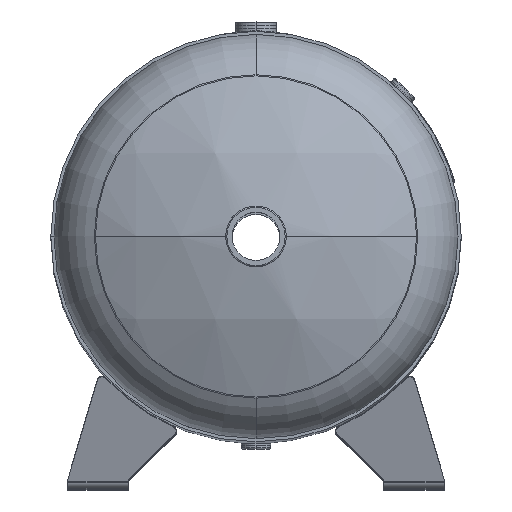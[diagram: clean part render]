
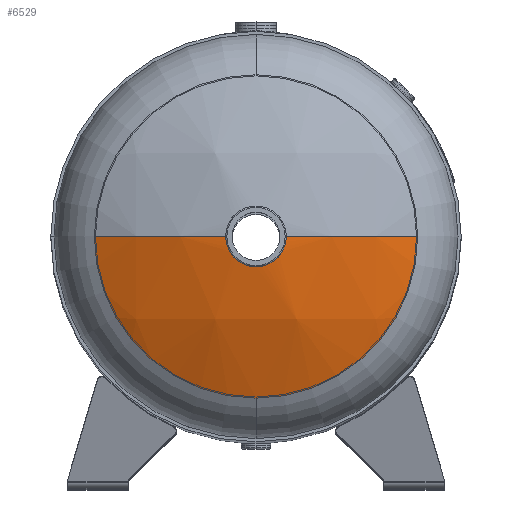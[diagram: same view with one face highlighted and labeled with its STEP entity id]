
A CAD part, top view. The second image highlights one B-rep face of the part: STEP entity #6529.
In plain terms, the highlighted spherical face has radius 457.2 mm.
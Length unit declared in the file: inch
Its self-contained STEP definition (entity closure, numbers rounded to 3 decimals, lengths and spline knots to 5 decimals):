
#745 = CARTESIAN_POINT ( 'NONE',  ( -8., 0., 29.62452 ) ) ;
#746 = CARTESIAN_POINT ( 'NONE',  ( 0., -8., 29.62452 ) ) ;
#747 = CARTESIAN_POINT ( 'NONE',  ( 8., 0., 29.62452 ) ) ;
#750 = CARTESIAN_POINT ( 'NONE',  ( 1.5025, 0., 31.43718 ) ) ;
#779 = CARTESIAN_POINT ( 'NONE',  ( -1.5025, 0., 31.43718 ) ) ;
#1019 = CARTESIAN_POINT ( 'NONE',  ( 0., 0., 13.5 ) ) ;
#1020 = DIRECTION ( 'NONE',  ( 0., 1., 0. ) ) ;
#1021 = DIRECTION ( 'NONE',  ( 0., 0., 1. ) ) ;
#1022 = CARTESIAN_POINT ( 'NONE',  ( 0., 0., 29.62452 ) ) ;
#1023 = DIRECTION ( 'NONE',  ( 0., 0., -1. ) ) ;
#1024 = DIRECTION ( 'NONE',  ( 0., 1., 0. ) ) ;
#1025 = CARTESIAN_POINT ( 'NONE',  ( 0., 0., 29.62452 ) ) ;
#1026 = DIRECTION ( 'NONE',  ( 0., 0., -1. ) ) ;
#1027 = DIRECTION ( 'NONE',  ( 0., 1., 0. ) ) ;
#1030 = CARTESIAN_POINT ( 'NONE',  ( 0., 0., 31.43718 ) ) ;
#1031 = DIRECTION ( 'NONE',  ( 0., 0., 1. ) ) ;
#1032 = DIRECTION ( 'NONE',  ( -1., 0., 0. ) ) ;
#1514 = ORIENTED_EDGE ( 'NONE', *, *, #7500, .F. ) ;
#1515 = ORIENTED_EDGE ( 'NONE', *, *, #7501, .F. ) ;
#1516 = ORIENTED_EDGE ( 'NONE', *, *, #7502, .F. ) ;
#1517 = ORIENTED_EDGE ( 'NONE', *, *, #7288, .T. ) ;
#1519 = ORIENTED_EDGE ( 'NONE', *, *, #7503, .F. ) ;
#1656 = CIRCLE ( 'NONE', #1689, 8. ) ;
#1685 = AXIS2_PLACEMENT_3D ( 'NONE', #1030, #1031, #1032 ) ;
#1687 = AXIS2_PLACEMENT_3D ( 'NONE', #1025, #1026, #1027 ) ;
#1688 = CIRCLE ( 'NONE', #1685, 1.5025 ) ;
#1689 = AXIS2_PLACEMENT_3D ( 'NONE', #1022, #1023, #1024 ) ;
#1690 = CIRCLE ( 'NONE', #1687, 8. ) ;
#1691 = AXIS2_PLACEMENT_3D ( 'NONE', #1019, #1020, #1021 ) ;
#1694 = CIRCLE ( 'NONE', #1691, 18. ) ;
#4622 = AXIS2_PLACEMENT_3D ( 'NONE', #5995, #5996, #5997 ) ;
#4628 = CIRCLE ( 'NONE', #4622, 18. ) ;
#5800 = VERTEX_POINT ( 'NONE', #745 ) ;
#5802 = VERTEX_POINT ( 'NONE', #746 ) ;
#5804 = VERTEX_POINT ( 'NONE', #747 ) ;
#5810 = VERTEX_POINT ( 'NONE', #750 ) ;
#5868 = VERTEX_POINT ( 'NONE', #779 ) ;
#5995 = CARTESIAN_POINT ( 'NONE',  ( 0., 0., 13.5 ) ) ;
#5996 = DIRECTION ( 'NONE',  ( 0., -1., 0. ) ) ;
#5997 = DIRECTION ( 'NONE',  ( 1., 0., 0. ) ) ;
#6529 = ADVANCED_FACE ( 'NONE', ( #8684 ), #8686, .T. ) ;
#6929 = EDGE_LOOP ( 'NONE', ( #1519, #1517, #1516, #1515, #1514 ) ) ;
#7288 = EDGE_CURVE ( 'NONE', #5868, #5800, #4628, .T. ) ;
#7500 = EDGE_CURVE ( 'NONE', #5810, #5804, #1694, .T. ) ;
#7501 = EDGE_CURVE ( 'NONE', #5804, #5802, #1656, .T. ) ;
#7502 = EDGE_CURVE ( 'NONE', #5802, #5800, #1690, .T. ) ;
#7503 = EDGE_CURVE ( 'NONE', #5868, #5810, #1688, .T. ) ;
#8683 = CARTESIAN_POINT ( 'NONE',  ( 0., 0., 13.5 ) ) ;
#8684 = FACE_OUTER_BOUND ( 'NONE', #6929, .T. ) ;
#8686 = SPHERICAL_SURFACE ( 'NONE', #9666, 18. ) ;
#8689 = DIRECTION ( 'NONE',  ( 0., -1., 0. ) ) ;
#8690 = DIRECTION ( 'NONE',  ( 1., 0., 0. ) ) ;
#9666 = AXIS2_PLACEMENT_3D ( 'NONE', #8683, #8689, #8690 ) ;
